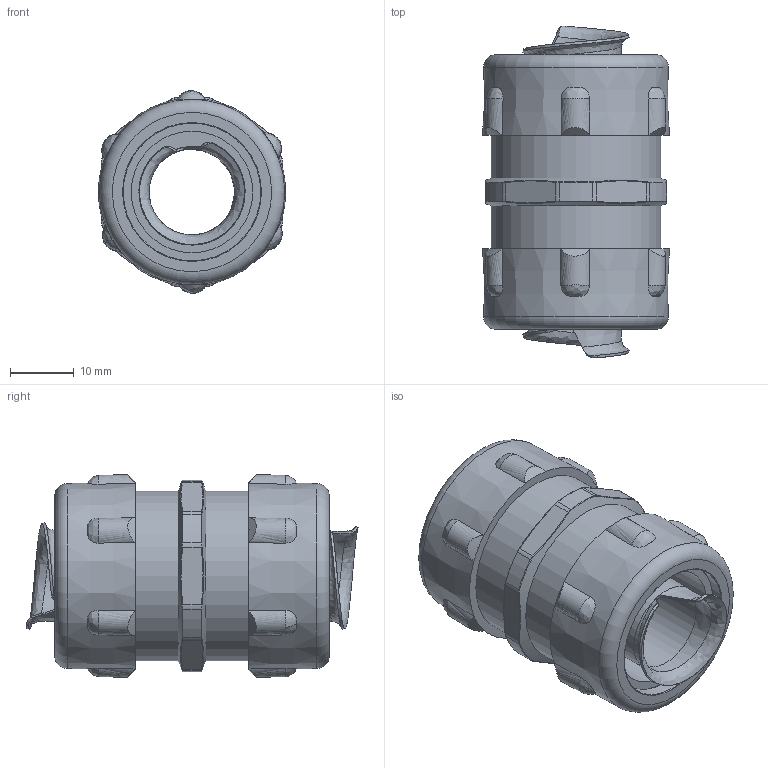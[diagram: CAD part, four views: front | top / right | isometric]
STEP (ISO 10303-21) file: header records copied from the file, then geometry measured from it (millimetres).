
FILE_DESCRIPTION(/* description */ (''),/* implementation_level */ '2;1');
FILE_NAME(/* name */ '',/* time_stamp */ '2025-06-10T14:27:09+07:00',/* author */ ('zeta-82'),/* organization */ (''),/* preprocessor_version */ 'ST-DEVELOPER v19.2',/* originating_system */ 'Autodesk Inventor 2024',/* authorisation */ '');
FILE_SCHEMA (('AUTOMOTIVE_DESIGN { 1 0 10303 214 3 1 1 }'));
Length unit declared in the file: millimetre
Products named in the file (1): ЗЭТА.105.110.000 МСМ-
15
Bounding box: 29.24 x 51.88 x 31.65 mm (x, y, z)
Volume: 17039.3 mm3; surface area: 11493.9 mm2
Topology: 13 solids, 13 shells, 184 faces, 468 edges, 316 vertices
Faces by surface type: bspline 103, cylinder 29, plane 18, torus 18, cone 16
Full cylindrical faces by diameter (mm): 13.4 x1, 14.2 x2, 19 x2, 21.5 x2, 26.5 x2
Entity records: 9793 total; most frequent: CARTESIAN_POINT 5513, ORIENTED_EDGE 956, DIRECTION 655, EDGE_CURVE 478, VERTEX_POINT 326, AXIS2_PLACEMENT_3D 283, CIRCLE 200, STYLED_ITEM 193
